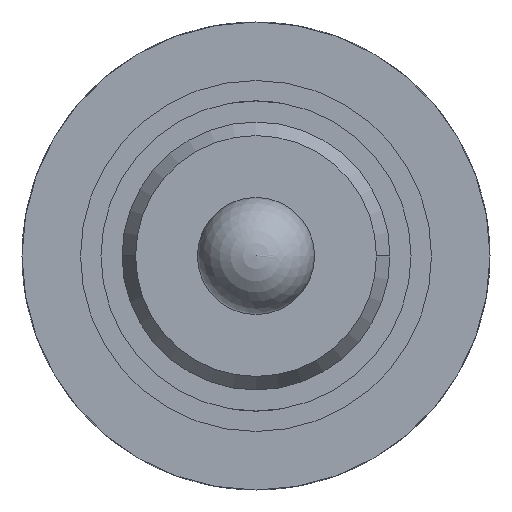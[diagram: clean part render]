
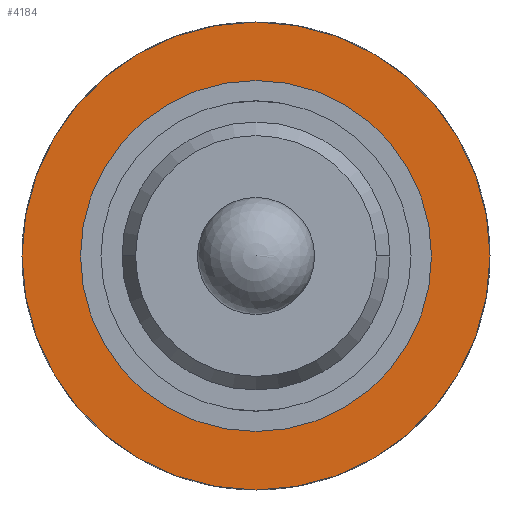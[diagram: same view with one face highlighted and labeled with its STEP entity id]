
A CAD part, front view. The second image highlights one B-rep face of the part: STEP entity #4184.
In plain terms, the highlighted planar face has unit normal (0, -1, 0).
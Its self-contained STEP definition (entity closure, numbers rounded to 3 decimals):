
#106 = AXIS2_PLACEMENT_3D ( 'NONE', #2397, #2868, #3407 ) ;
#170 = EDGE_CURVE ( 'Defeature ausgef�hrt1_56+Defeature ausgef�hrt1_55+Defeature ausgef�hrt1_55+Defeature ausgef�hrt1_55', #4577, #6258, #2020, .T. ) ;
#286 = AXIS2_PLACEMENT_3D ( 'NONE', #358, #5631, #3520 ) ;
#358 = CARTESIAN_POINT ( 'NONE',  ( -2., 5.2, 0. ) ) ;
#490 = EDGE_LOOP ( 'NONE', ( #4007, #2113 ) ) ;
#1049 = DIRECTION ( 'NONE',  ( 0., 1., 0. ) ) ;
#1156 = EDGE_LOOP ( 'NONE', ( #4756, #2032 ) ) ;
#1296 = DIRECTION ( 'NONE',  ( 0., 0., -1. ) ) ;
#1299 = CARTESIAN_POINT ( 'NONE',  ( 0., 5.2, -0.9 ) ) ;
#1392 = AXIS2_PLACEMENT_3D ( 'NONE', #4195, #1049, #2632 ) ;
#1410 = EDGE_CURVE ( 'Defeature ausgef�hrt1_57+Defeature ausgef�hrt1_56+Defeature ausgef�hrt1_56+Defeature ausgef�hrt1_56', #2585, #5049, #1951, .T. ) ;
#1462 = AXIS2_PLACEMENT_3D ( 'NONE', #4479, #4556, #1296 ) ;
#1636 = CARTESIAN_POINT ( 'NONE',  ( 0., 5.2, 0. ) ) ;
#1834 = CARTESIAN_POINT ( 'NONE',  ( 0., 5.2, 2. ) ) ;
#1951 = CIRCLE ( 'NONE', #1462, 2. ) ;
#2020 = CIRCLE ( 'NONE', #2335, 0.9 ) ;
#2032 = ORIENTED_EDGE ( 'NONE', *, *, #5133, .F. ) ;
#2113 = ORIENTED_EDGE ( 'NONE', *, *, #170, .T. ) ;
#2335 = AXIS2_PLACEMENT_3D ( 'NONE', #1636, #5329, #3812 ) ;
#2397 = CARTESIAN_POINT ( 'NONE',  ( 0., 5.2, 0. ) ) ;
#2409 = FACE_OUTER_BOUND ( 'NONE', #1156, .T. ) ;
#2585 = VERTEX_POINT ( 'NONE', #2637 ) ;
#2632 = DIRECTION ( 'NONE',  ( 0., 0., -1. ) ) ;
#2637 = CARTESIAN_POINT ( 'NONE',  ( 0., 5.2, -2. ) ) ;
#2666 = CIRCLE ( 'NONE', #1392, 0.9 ) ;
#2868 = DIRECTION ( 'NONE',  ( 0., 1., 0. ) ) ;
#3035 = EDGE_CURVE ( 'Defeature ausgef�hrt1_56+Defeature ausgef�hrt1_55+Defeature ausgef�hrt1_55+Defeature ausgef�hrt1_55', #6258, #4577, #2666, .T. ) ;
#3407 = DIRECTION ( 'NONE',  ( 0., 0., -1. ) ) ;
#3439 = PLANE ( 'NONE',  #286 ) ;
#3520 = DIRECTION ( 'NONE',  ( 0., 0., -1. ) ) ;
#3812 = DIRECTION ( 'NONE',  ( 0., 0., -1. ) ) ;
#4007 = ORIENTED_EDGE ( 'NONE', *, *, #3035, .T. ) ;
#4184 = ADVANCED_FACE ( 'Defeature ausgef�hrt1_56', ( #2409, #6230 ), #3439, .F. ) ;
#4195 = CARTESIAN_POINT ( 'NONE',  ( 0., 5.2, 0. ) ) ;
#4311 = CARTESIAN_POINT ( 'NONE',  ( 0., 5.2, 0.9 ) ) ;
#4479 = CARTESIAN_POINT ( 'NONE',  ( 0., 5.2, 0. ) ) ;
#4556 = DIRECTION ( 'NONE',  ( 0., 1., 0. ) ) ;
#4577 = VERTEX_POINT ( 'NONE', #4311 ) ;
#4756 = ORIENTED_EDGE ( 'NONE', *, *, #1410, .F. ) ;
#5049 = VERTEX_POINT ( 'NONE', #1834 ) ;
#5058 = CIRCLE ( 'NONE', #106, 2. ) ;
#5133 = EDGE_CURVE ( 'Defeature ausgef�hrt1_57+Defeature ausgef�hrt1_56+Defeature ausgef�hrt1_56+Defeature ausgef�hrt1_56', #5049, #2585, #5058, .T. ) ;
#5329 = DIRECTION ( 'NONE',  ( 0., 1., 0. ) ) ;
#5631 = DIRECTION ( 'NONE',  ( 0., 1., 0. ) ) ;
#6230 = FACE_BOUND ( 'NONE', #490, .T. ) ;
#6258 = VERTEX_POINT ( 'NONE', #1299 ) ;
